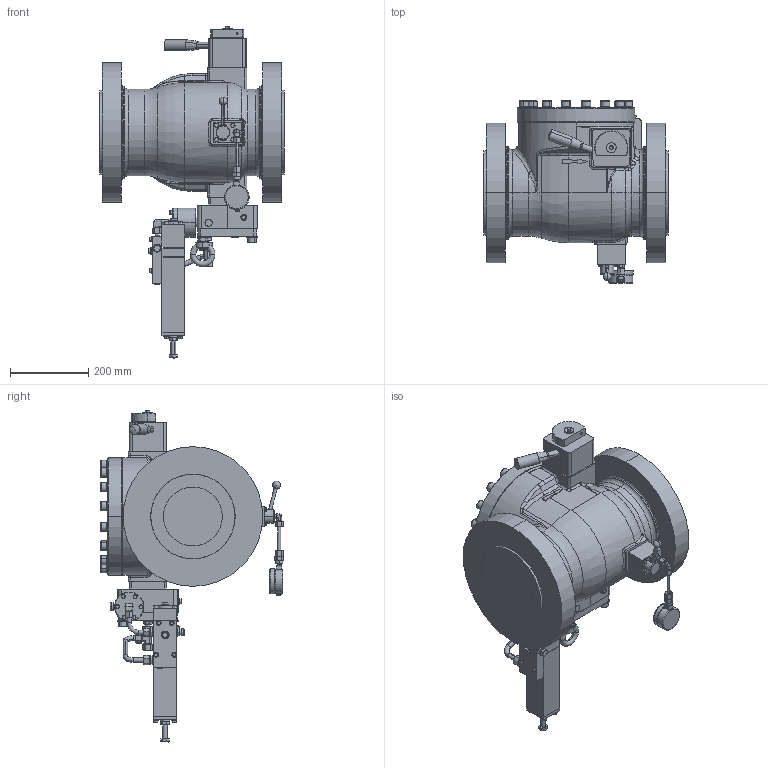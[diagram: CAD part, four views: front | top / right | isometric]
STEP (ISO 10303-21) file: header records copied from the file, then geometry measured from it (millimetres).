
FILE_DESCRIPTION (( 'STEP AP214' ), '1' );
FILE_NAME ('HON711-DN150-K18-class600.STEP', '2019-07-30T04:32:18', ( '' ), ( '' ), 'SwSTEP 2.0', 'SolidWorks 2017', '' );
FILE_SCHEMA (( 'AUTOMOTIVE_DESIGN' ));
Length unit declared in the file: millimetre
Products named in the file (1): HON711-DN150-K18-class600
Bounding box: 470 x 466.5 x 846.42 mm (x, y, z)
Volume: 40742230.8 mm3; surface area: 1261301.4 mm2
Topology: 2 solids, 2 shells, 2335 faces, 5498 edges, 3310 vertices
Faces by surface type: plane 1060, cylinder 539, cone 404, torus 197, bspline 125, sphere 10
Entity records: 94851 total; most frequent: CARTESIAN_POINT 22064, DIRECTION 10936, ORIENTED_EDGE 10866, EDGE_CURVE 5433, AXIS2_PLACEMENT_3D 4232, VERTEX_POINT 3307, EDGE_LOOP 2584, LINE 2472
